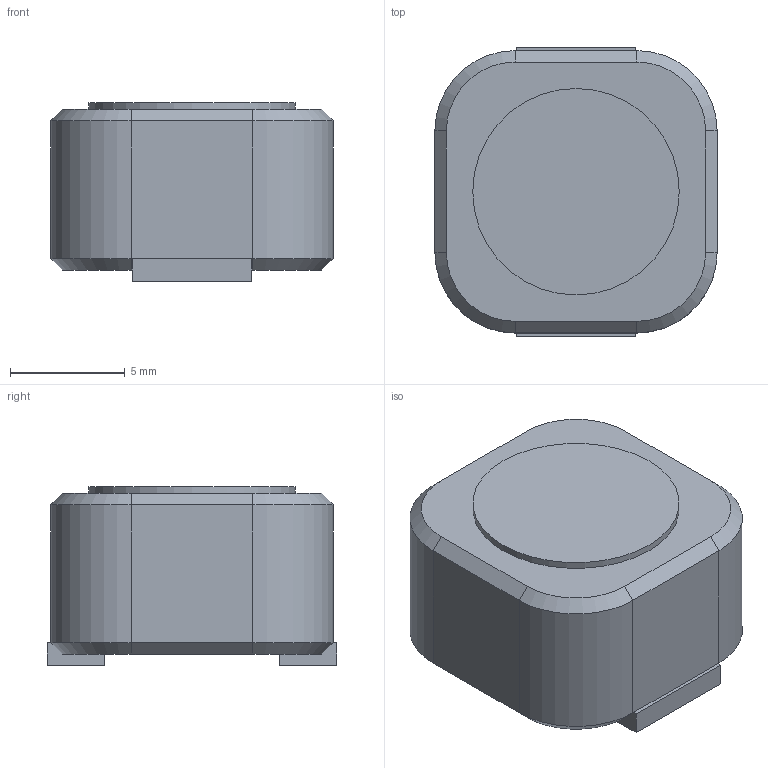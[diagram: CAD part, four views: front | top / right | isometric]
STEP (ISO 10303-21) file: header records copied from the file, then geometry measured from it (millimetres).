
FILE_DESCRIPTION(('FreeCAD Model'),'2;1');
FILE_NAME('CDRH127_1.step', '2021-03-12T15:07:27',('Author'),(''), 'Open CASCADE STEP processor 7.4','FreeCAD','Unknown');
FILE_SCHEMA(('AUTOMOTIVE_DESIGN { 1 0 10303 214 1 1 1 1 }'));
Length unit declared in the file: millimetre
Products named in the file (4): CDRH127; Body002; Pads001; Pad001_(Mirror_#1)001
Assembly tree (3 placements, depth 2):
  CDRH127
    Body002
    Pads001
    Pad001_(Mirror_#1)001
Bounding box: 12.3 x 12.6 x 7.8 mm (x, y, z)
Volume: 1020 mm3; surface area: 649.2 mm2
Topology: 3 solids, 3 shells, 40 faces, 83 edges, 50 vertices
Faces by surface type: plane 27, cone 8, cylinder 5
Full cylindrical faces by diameter (mm): 9 x1
Entity records: 1131 total; most frequent: DIRECTION 189, CARTESIAN_POINT 177, ORIENTED_EDGE 166, EDGE_CURVE 83, LINE 65, VECTOR 65, AXIS2_PLACEMENT_3D 62, VERTEX_POINT 50
